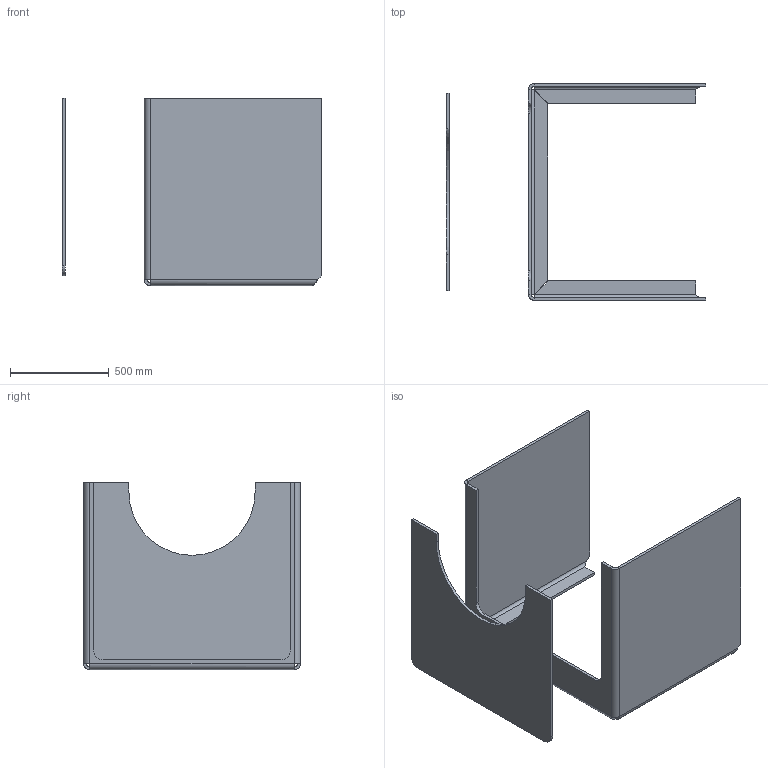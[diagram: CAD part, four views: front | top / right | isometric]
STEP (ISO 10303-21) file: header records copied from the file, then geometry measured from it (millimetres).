
FILE_DESCRIPTION(/* description */ (''),/* implementation_level */ '2;1');
FILE_NAME(/* name */ '13309.050X_3D.stp',/* time_stamp */ '2024-12-11T14:45:13+01:00',/* author */ ('CAD'),/* organization */ (''),/* preprocessor_version */ 'ST-DEVELOPER v20',/* originating_system */ 'AutoCAD Mechanical',/* authorisation */ '');
FILE_SCHEMA (('AUTOMOTIVE_DESIGN { 1 0 10303 214 3 1 1 }'));
Length unit declared in the file: centimetre
Products named in the file (2): Product; *S0
Assembly tree (1 placements, depth 2):
  Product
    *S0
Bounding box: 1315 x 1100 x 950 mm (x, y, z)
Volume: 43911932.3 mm3; surface area: 6059264.7 mm2
Topology: 2 solids, 2 shells, 66 faces, 148 edges, 86 vertices
Faces by surface type: plane 45, cylinder 15, bspline 6
Entity records: 2076 total; most frequent: CARTESIAN_POINT 621, ORIENTED_EDGE 296, DIRECTION 276, EDGE_CURVE 148, LINE 114, VECTOR 114, VERTEX_POINT 86, AXIS2_PLACEMENT_3D 81
